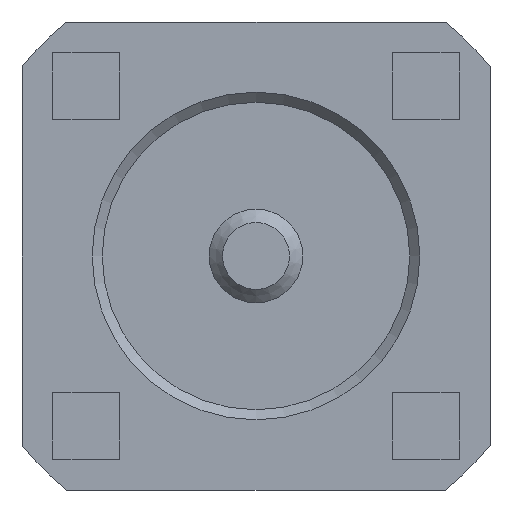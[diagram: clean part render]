
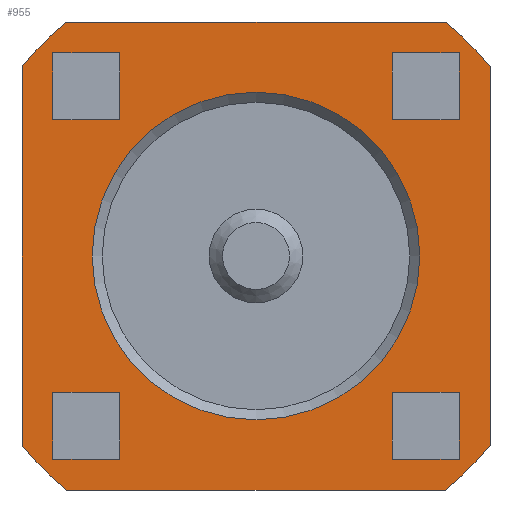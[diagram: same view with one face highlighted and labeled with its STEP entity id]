
A CAD part, front view. The second image highlights one B-rep face of the part: STEP entity #955.
In plain terms, the highlighted planar face has unit normal (0, -1, 0).
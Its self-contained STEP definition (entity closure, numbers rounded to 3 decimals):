
#45=LINE('',#1511,#121);
#49=LINE('',#1523,#125);
#53=LINE('',#1532,#129);
#56=LINE('',#1540,#132);
#58=LINE('',#1547,#134);
#62=LINE('',#1556,#138);
#65=LINE('',#1562,#141);
#68=LINE('',#1568,#144);
#72=LINE('',#1577,#148);
#75=LINE('',#1583,#151);
#78=LINE('',#1589,#154);
#82=LINE('',#1598,#158);
#85=LINE('',#1604,#161);
#88=LINE('',#1610,#164);
#92=LINE('',#1619,#168);
#95=LINE('',#1625,#171);
#98=LINE('',#1631,#174);
#100=LINE('',#1634,#176);
#102=LINE('',#1637,#178);
#104=LINE('',#1640,#180);
#121=VECTOR('',#1199,1000.);
#125=VECTOR('',#1211,1000.);
#129=VECTOR('',#1221,1000.);
#132=VECTOR('',#1230,1000.);
#134=VECTOR('',#1240,1000.);
#138=VECTOR('',#1246,1000.);
#141=VECTOR('',#1251,1000.);
#144=VECTOR('',#1256,1000.);
#148=VECTOR('',#1262,1000.);
#151=VECTOR('',#1267,1000.);
#154=VECTOR('',#1272,1000.);
#158=VECTOR('',#1278,1000.);
#161=VECTOR('',#1283,1000.);
#164=VECTOR('',#1288,1000.);
#168=VECTOR('',#1294,1000.);
#171=VECTOR('',#1299,1000.);
#174=VECTOR('',#1304,1000.);
#176=VECTOR('',#1308,1000.);
#178=VECTOR('',#1312,1000.);
#180=VECTOR('',#1316,1000.);
#210=PLANE('',#1062);
#413=ORIENTED_EDGE('',*,*,#509,.F.);
#414=ORIENTED_EDGE('',*,*,#586,.T.);
#415=ORIENTED_EDGE('',*,*,#602,.T.);
#416=ORIENTED_EDGE('',*,*,#593,.T.);
#417=ORIENTED_EDGE('',*,*,#590,.T.);
#418=ORIENTED_EDGE('',*,*,#576,.T.);
#419=ORIENTED_EDGE('',*,*,#600,.T.);
#420=ORIENTED_EDGE('',*,*,#583,.T.);
#421=ORIENTED_EDGE('',*,*,#580,.T.);
#422=ORIENTED_EDGE('',*,*,#566,.T.);
#423=ORIENTED_EDGE('',*,*,#598,.T.);
#424=ORIENTED_EDGE('',*,*,#573,.T.);
#425=ORIENTED_EDGE('',*,*,#570,.T.);
#426=ORIENTED_EDGE('',*,*,#556,.T.);
#427=ORIENTED_EDGE('',*,*,#596,.T.);
#428=ORIENTED_EDGE('',*,*,#563,.T.);
#429=ORIENTED_EDGE('',*,*,#560,.T.);
#430=ORIENTED_EDGE('',*,*,#538,.F.);
#431=ORIENTED_EDGE('',*,*,#555,.F.);
#432=ORIENTED_EDGE('',*,*,#553,.F.);
#433=ORIENTED_EDGE('',*,*,#551,.F.);
#434=ORIENTED_EDGE('',*,*,#549,.F.);
#435=ORIENTED_EDGE('',*,*,#547,.F.);
#436=ORIENTED_EDGE('',*,*,#544,.F.);
#437=ORIENTED_EDGE('',*,*,#541,.F.);
#509=EDGE_CURVE('',#628,#628,#705,.T.);
#538=EDGE_CURVE('',#649,#650,#45,.T.);
#541=EDGE_CURVE('',#650,#652,#723,.T.);
#544=EDGE_CURVE('',#652,#654,#49,.T.);
#547=EDGE_CURVE('',#654,#655,#725,.T.);
#549=EDGE_CURVE('',#655,#656,#53,.T.);
#551=EDGE_CURVE('',#656,#657,#726,.T.);
#553=EDGE_CURVE('',#657,#658,#56,.T.);
#555=EDGE_CURVE('',#658,#649,#727,.T.);
#556=EDGE_CURVE('',#659,#660,#58,.T.);
#560=EDGE_CURVE('',#663,#659,#62,.T.);
#563=EDGE_CURVE('',#665,#663,#65,.T.);
#566=EDGE_CURVE('',#667,#668,#68,.T.);
#570=EDGE_CURVE('',#671,#667,#72,.T.);
#573=EDGE_CURVE('',#673,#671,#75,.T.);
#576=EDGE_CURVE('',#675,#676,#78,.T.);
#580=EDGE_CURVE('',#679,#675,#82,.T.);
#583=EDGE_CURVE('',#681,#679,#85,.T.);
#586=EDGE_CURVE('',#683,#684,#88,.T.);
#590=EDGE_CURVE('',#687,#683,#92,.T.);
#593=EDGE_CURVE('',#689,#687,#95,.T.);
#596=EDGE_CURVE('',#660,#665,#98,.T.);
#598=EDGE_CURVE('',#668,#673,#100,.T.);
#600=EDGE_CURVE('',#676,#681,#102,.T.);
#602=EDGE_CURVE('',#684,#689,#104,.T.);
#628=VERTEX_POINT('',#1447);
#649=VERTEX_POINT('',#1510);
#650=VERTEX_POINT('',#1512);
#652=VERTEX_POINT('',#1518);
#654=VERTEX_POINT('',#1524);
#655=VERTEX_POINT('',#1529);
#656=VERTEX_POINT('',#1533);
#657=VERTEX_POINT('',#1537);
#658=VERTEX_POINT('',#1541);
#659=VERTEX_POINT('',#1548);
#660=VERTEX_POINT('',#1549);
#663=VERTEX_POINT('',#1557);
#665=VERTEX_POINT('',#1563);
#667=VERTEX_POINT('',#1569);
#668=VERTEX_POINT('',#1570);
#671=VERTEX_POINT('',#1578);
#673=VERTEX_POINT('',#1584);
#675=VERTEX_POINT('',#1590);
#676=VERTEX_POINT('',#1591);
#679=VERTEX_POINT('',#1599);
#681=VERTEX_POINT('',#1605);
#683=VERTEX_POINT('',#1611);
#684=VERTEX_POINT('',#1612);
#687=VERTEX_POINT('',#1620);
#689=VERTEX_POINT('',#1626);
#705=CIRCLE('',#1001,1.225);
#723=CIRCLE('',#1034,2.25);
#725=CIRCLE('',#1038,2.25);
#726=CIRCLE('',#1041,2.25);
#727=CIRCLE('',#1044,2.25);
#791=EDGE_LOOP('',(#413));
#792=EDGE_LOOP('',(#414,#415,#416,#417));
#793=EDGE_LOOP('',(#418,#419,#420,#421));
#794=EDGE_LOOP('',(#422,#423,#424,#425));
#795=EDGE_LOOP('',(#426,#427,#428,#429));
#796=EDGE_LOOP('',(#430,#431,#432,#433,#434,#435,#436,#437));
#873=FACE_BOUND('',#791,.T.);
#874=FACE_BOUND('',#792,.T.);
#875=FACE_BOUND('',#793,.T.);
#876=FACE_BOUND('',#794,.T.);
#877=FACE_BOUND('',#795,.T.);
#878=FACE_BOUND('',#796,.T.);
#955=ADVANCED_FACE('',(#873,#874,#875,#876,#877,#878),#210,.F.);
#1001=AXIS2_PLACEMENT_3D('',#1446,#1124,#1125);
#1034=AXIS2_PLACEMENT_3D('',#1517,#1204,#1205);
#1038=AXIS2_PLACEMENT_3D('',#1528,#1216,#1217);
#1041=AXIS2_PLACEMENT_3D('',#1536,#1225,#1226);
#1044=AXIS2_PLACEMENT_3D('',#1544,#1234,#1235);
#1062=AXIS2_PLACEMENT_3D('',#1642,#1318,#1319);
#1124=DIRECTION('',(0.,-1.,0.));
#1125=DIRECTION('',(1.,0.,0.));
#1199=DIRECTION('',(0.,0.,1.));
#1204=DIRECTION('',(0.,1.,0.));
#1205=DIRECTION('',(1.,0.,0.));
#1211=DIRECTION('',(1.,0.,0.));
#1216=DIRECTION('',(0.,1.,0.));
#1217=DIRECTION('',(1.,0.,0.));
#1221=DIRECTION('',(0.,0.,-1.));
#1225=DIRECTION('',(0.,1.,0.));
#1226=DIRECTION('',(1.,0.,0.));
#1230=DIRECTION('',(-1.,0.,0.));
#1234=DIRECTION('',(0.,1.,0.));
#1235=DIRECTION('',(1.,0.,0.));
#1240=DIRECTION('',(-1.,0.,0.));
#1246=DIRECTION('',(0.,0.,-1.));
#1251=DIRECTION('',(1.,0.,0.));
#1256=DIRECTION('',(-1.,0.,0.));
#1262=DIRECTION('',(0.,0.,-1.));
#1267=DIRECTION('',(1.,0.,0.));
#1272=DIRECTION('',(-1.,0.,0.));
#1278=DIRECTION('',(0.,0.,-1.));
#1283=DIRECTION('',(1.,0.,0.));
#1288=DIRECTION('',(-1.,0.,0.));
#1294=DIRECTION('',(0.,0.,-1.));
#1299=DIRECTION('',(1.,0.,0.));
#1304=DIRECTION('',(0.,0.,1.));
#1308=DIRECTION('',(0.,0.,1.));
#1312=DIRECTION('',(0.,0.,1.));
#1316=DIRECTION('',(0.,0.,1.));
#1318=DIRECTION('',(0.,1.,0.));
#1319=DIRECTION('',(0.,0.,1.));
#1446=CARTESIAN_POINT('',(0.,0.,0.));
#1447=CARTESIAN_POINT('',(1.225,0.,0.));
#1510=CARTESIAN_POINT('',(-1.75,0.,-1.414));
#1511=CARTESIAN_POINT('',(-1.75,0.,-1.414));
#1512=CARTESIAN_POINT('',(-1.75,0.,1.414));
#1517=CARTESIAN_POINT('',(0.,0.,0.));
#1518=CARTESIAN_POINT('',(-1.414,0.,1.75));
#1523=CARTESIAN_POINT('',(-1.414,0.,1.75));
#1524=CARTESIAN_POINT('',(1.414,0.,1.75));
#1528=CARTESIAN_POINT('',(0.,0.,0.));
#1529=CARTESIAN_POINT('',(1.75,0.,1.414));
#1532=CARTESIAN_POINT('',(1.75,0.,1.414));
#1533=CARTESIAN_POINT('',(1.75,0.,-1.414));
#1536=CARTESIAN_POINT('',(0.,0.,0.));
#1537=CARTESIAN_POINT('',(1.414,0.,-1.75));
#1540=CARTESIAN_POINT('',(1.414,0.,-1.75));
#1541=CARTESIAN_POINT('',(-1.414,0.,-1.75));
#1544=CARTESIAN_POINT('',(0.,0.,0.));
#1547=CARTESIAN_POINT('',(1.52,0.,1.02));
#1548=CARTESIAN_POINT('',(1.52,0.,1.02));
#1549=CARTESIAN_POINT('',(1.02,0.,1.02));
#1556=CARTESIAN_POINT('',(1.52,0.,1.52));
#1557=CARTESIAN_POINT('',(1.52,0.,1.52));
#1562=CARTESIAN_POINT('',(1.02,0.,1.52));
#1563=CARTESIAN_POINT('',(1.02,0.,1.52));
#1568=CARTESIAN_POINT('',(1.52,0.,-1.52));
#1569=CARTESIAN_POINT('',(1.52,0.,-1.52));
#1570=CARTESIAN_POINT('',(1.02,0.,-1.52));
#1577=CARTESIAN_POINT('',(1.52,0.,-1.02));
#1578=CARTESIAN_POINT('',(1.52,0.,-1.02));
#1583=CARTESIAN_POINT('',(1.02,0.,-1.02));
#1584=CARTESIAN_POINT('',(1.02,0.,-1.02));
#1589=CARTESIAN_POINT('',(-1.02,0.,1.02));
#1590=CARTESIAN_POINT('',(-1.02,0.,1.02));
#1591=CARTESIAN_POINT('',(-1.52,0.,1.02));
#1598=CARTESIAN_POINT('',(-1.02,0.,1.52));
#1599=CARTESIAN_POINT('',(-1.02,0.,1.52));
#1604=CARTESIAN_POINT('',(-1.52,0.,1.52));
#1605=CARTESIAN_POINT('',(-1.52,0.,1.52));
#1610=CARTESIAN_POINT('',(-1.02,0.,-1.52));
#1611=CARTESIAN_POINT('',(-1.02,0.,-1.52));
#1612=CARTESIAN_POINT('',(-1.52,0.,-1.52));
#1619=CARTESIAN_POINT('',(-1.02,0.,-1.02));
#1620=CARTESIAN_POINT('',(-1.02,0.,-1.02));
#1625=CARTESIAN_POINT('',(-1.52,0.,-1.02));
#1626=CARTESIAN_POINT('',(-1.52,0.,-1.02));
#1631=CARTESIAN_POINT('',(1.02,0.,1.02));
#1634=CARTESIAN_POINT('',(1.02,0.,-1.52));
#1637=CARTESIAN_POINT('',(-1.52,0.,1.02));
#1640=CARTESIAN_POINT('',(-1.52,0.,-1.52));
#1642=CARTESIAN_POINT('',(0.,0.,0.));
